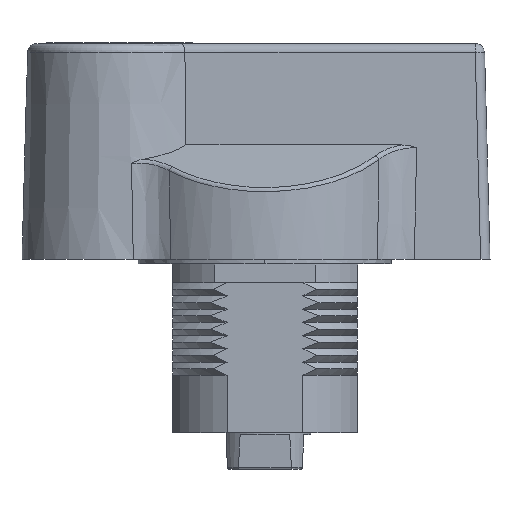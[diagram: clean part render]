
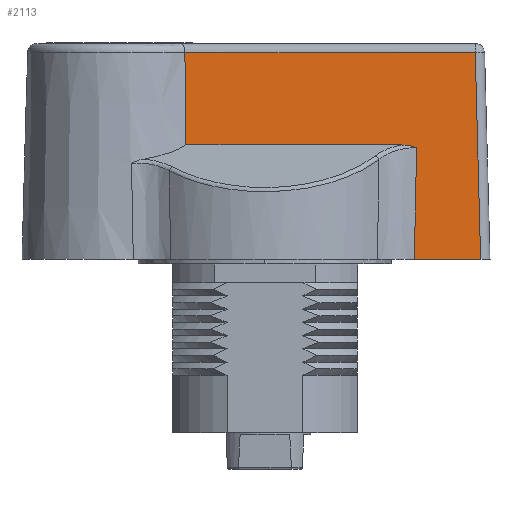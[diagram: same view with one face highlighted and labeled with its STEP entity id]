
A CAD part, left-side view. The second image highlights one B-rep face of the part: STEP entity #2113.
In plain terms, the highlighted face is planar.
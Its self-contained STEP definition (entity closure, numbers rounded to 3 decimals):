
#535=DIRECTION('',(0.,-1.,0.));
#536=VECTOR('',#535,22.995);
#537=CARTESIAN_POINT('',(12.185,8.425,7.181));
#538=LINE('',#537,#536);
#539=CARTESIAN_POINT('',(12.185,-14.57,7.181));
#638=CARTESIAN_POINT('',(0.,-23.,7.5));
#656=DIRECTION('',(0.,-1.,0.));
#657=VECTOR('',#656,7.068);
#658=CARTESIAN_POINT('',(0.,-15.933,
7.5));
#659=LINE('',#658,#657);
#670=CARTESIAN_POINT('',(11.906,-16.173,7.188));
#671=CARTESIAN_POINT('',(10.997,-16.155,7.212));
#672=CARTESIAN_POINT('',(9.143,-16.118,7.261));
#673=CARTESIAN_POINT('',(6.287,-16.061,7.335));
#674=CARTESIAN_POINT('',(3.271,-16.,7.414));
#675=CARTESIAN_POINT('',(1.113,-15.956,7.471));
#676=CARTESIAN_POINT('',(0.,-15.933,
7.5));
#678=CARTESIAN_POINT('',(12.185,8.425,7.181));
#679=CARTESIAN_POINT('',(15.466,8.46,7.095));
#680=CARTESIAN_POINT('',(18.746,8.495,7.009));
#681=CARTESIAN_POINT('',(22.026,8.531,6.923));
#683=DIRECTION('',(0.,-1.,0.));
#684=VECTOR('',#683,30.955);
#685=CARTESIAN_POINT('',(22.026,8.531,6.923));
#686=LINE('',#685,#684);
#687=DIRECTION('',(-0.999,-0.026,0.026));
#688=VECTOR('',#687,22.041);
#689=CARTESIAN_POINT('',(22.026,-22.424,6.923));
#690=LINE('',#689,#688);
#691=CARTESIAN_POINT('',(11.906,-16.173,7.188));
#707=CARTESIAN_POINT('',(0.,-15.933,
7.5));
#716=CARTESIAN_POINT('',(12.185,-14.57,7.181));
#717=CARTESIAN_POINT('',(12.185,-14.731,7.181));
#718=CARTESIAN_POINT('',(12.165,-15.064,7.181));
#719=CARTESIAN_POINT('',(12.071,-15.601,7.184));
#720=CARTESIAN_POINT('',(11.968,-15.978,7.187));
#721=CARTESIAN_POINT('',(11.906,-16.173,7.188));
#886=VERTEX_POINT('',#707);
#889=VERTEX_POINT('',#638);
#906=CARTESIAN_POINT('',(22.026,-22.424,6.923));
#907=VERTEX_POINT('',#906);
#910=CARTESIAN_POINT('',(22.026,8.531,6.923));
#911=VERTEX_POINT('',#910);
#913=VERTEX_POINT('',#678);
#936=VERTEX_POINT('',#691);
#937=VERTEX_POINT('',#539);
#2097=CARTESIAN_POINT('',(0.,21.754,7.5));
#2098=DIRECTION('',(0.026,0.,1.));
#2099=DIRECTION('',(0.,1.,0.));
#2100=AXIS2_PLACEMENT_3D('',#2097,#2098,#2099);
#2101=PLANE('',#2100);
#2103=ORIENTED_EDGE('',*,*,#2102,.F.);
#2105=ORIENTED_EDGE('',*,*,#2104,.F.);
#2106=ORIENTED_EDGE('',*,*,#1890,.F.);
#2107=ORIENTED_EDGE('',*,*,#1911,.T.);
#2108=ORIENTED_EDGE('',*,*,#2090,.T.);
#2109=ORIENTED_EDGE('',*,*,#2065,.T.);
#2110=ORIENTED_EDGE('',*,*,#2050,.F.);
#2111=EDGE_LOOP('',(#2103,#2105,#2106,#2107,#2108,#2109,#2110));
#2112=FACE_OUTER_BOUND('',#2111,.F.);
#2113=ADVANCED_FACE('',(#2112),#2101,.T.);
#677=B_SPLINE_CURVE_WITH_KNOTS('',3,(#670,#671,#672,#673,#674,#675,#676),
.UNSPECIFIED.,.F.,.F.,(4,1,1,1,4),(0.,0.25,0.5,0.75,1.),
.UNSPECIFIED.);
#682=B_SPLINE_CURVE_WITH_KNOTS('',3,(#678,#679,#680,#681),.UNSPECIFIED.,.F.,.F.,
(4,4),(0.,1.),.UNSPECIFIED.);
#722=B_SPLINE_CURVE_WITH_KNOTS('',3,(#716,#717,#718,#719,#720,#721),
.UNSPECIFIED.,.F.,.F.,(4,1,1,4),(0.,0.333,0.667,1.),
.UNSPECIFIED.);
#1890=EDGE_CURVE('',#913,#937,#538,.T.);
#1911=EDGE_CURVE('',#913,#911,#682,.T.);
#2050=EDGE_CURVE('',#886,#889,#659,.T.);
#2065=EDGE_CURVE('',#907,#889,#690,.T.);
#2090=EDGE_CURVE('',#911,#907,#686,.T.);
#2102=EDGE_CURVE('',#936,#886,#677,.T.);
#2104=EDGE_CURVE('',#937,#936,#722,.T.);
